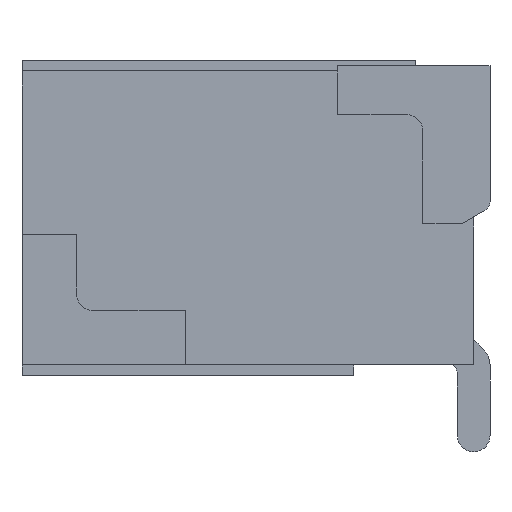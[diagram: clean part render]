
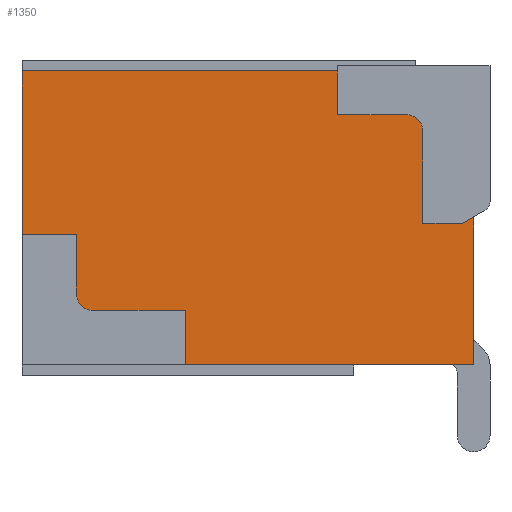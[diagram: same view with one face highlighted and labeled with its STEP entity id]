
A CAD part, left-side view. The second image highlights one B-rep face of the part: STEP entity #1350.
In plain terms, the highlighted planar face has unit normal (-1, 0, 0).
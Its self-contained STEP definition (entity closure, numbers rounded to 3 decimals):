
#15 = VERTEX_POINT ( 'NONE', #719 ) ;
#83 = DIRECTION ( 'NONE',  ( 0., 0., 1. ) ) ;
#136 = CARTESIAN_POINT ( 'NONE',  ( -2., 13.541, -1. ) ) ;
#203 = ORIENTED_EDGE ( 'NONE', *, *, #1285, .T. ) ;
#269 = VERTEX_POINT ( 'NONE', #995 ) ;
#330 = VERTEX_POINT ( 'NONE', #3416 ) ;
#339 = EDGE_CURVE ( 'NONE', #1085, #4338, #3817, .T. ) ;
#492 = ORIENTED_EDGE ( 'NONE', *, *, #3197, .F. ) ;
#509 = DIRECTION ( 'NONE',  ( 0., -1., 0. ) ) ;
#719 = CARTESIAN_POINT ( 'NONE',  ( -2., 3.8, 0.2 ) ) ;
#786 = CARTESIAN_POINT ( 'NONE',  ( -2., 1.4, 1.3 ) ) ;
#800 = CIRCLE ( 'NONE', #2455, 0.15 ) ;
#869 = EDGE_CURVE ( 'NONE', #2422, #269, #2769, .T. ) ;
#913 = VECTOR ( 'NONE', #3833, 1000. ) ;
#920 = ORIENTED_EDGE ( 'NONE', *, *, #1274, .F. ) ;
#930 = ORIENTED_EDGE ( 'NONE', *, *, #3770, .F. ) ;
#939 = EDGE_CURVE ( 'NONE', #3783, #4017, #2276, .T. ) ;
#970 = CARTESIAN_POINT ( 'NONE',  ( -2., 0.15, 0.359 ) ) ;
#974 = VECTOR ( 'NONE', #83, 1000. ) ;
#995 = CARTESIAN_POINT ( 'NONE',  ( -2., 4.3, 1.7 ) ) ;
#1038 = DIRECTION ( 'NONE',  ( 0., 0., 1. ) ) ;
#1056 = ORIENTED_EDGE ( 'NONE', *, *, #939, .F. ) ;
#1067 = DIRECTION ( 'NONE',  ( 0., 1., 0. ) ) ;
#1069 = EDGE_CURVE ( 'NONE', #1204, #330, #2582, .T. ) ;
#1085 = VERTEX_POINT ( 'NONE', #2892 ) ;
#1177 = ORIENTED_EDGE ( 'NONE', *, *, #2688, .F. ) ;
#1204 = VERTEX_POINT ( 'NONE', #2251 ) ;
#1227 = VERTEX_POINT ( 'NONE', #2197 ) ;
#1249 = PLANE ( 'NONE',  #1852 ) ;
#1273 = CARTESIAN_POINT ( 'NONE',  ( -2., 0.618, 1.15 ) ) ;
#1274 = EDGE_CURVE ( 'NONE', #15, #2422, #3926, .T. ) ;
#1285 = EDGE_CURVE ( 'NONE', #2020, #4017, #4048, .T. ) ;
#1303 = EDGE_CURVE ( 'NONE', #4264, #2020, #2518, .T. ) ;
#1305 = VECTOR ( 'NONE', #3638, 1000. ) ;
#1350 = ADVANCED_FACE ( 'NONE', ( #4686 ), #1249, .F. ) ;
#1362 = VECTOR ( 'NONE', #1038, 1000. ) ;
#1615 = DIRECTION ( 'NONE',  ( 0., 0., 1. ) ) ;
#1622 = LINE ( 'NONE', #2477, #4532 ) ;
#1689 = CARTESIAN_POINT ( 'NONE',  ( -2., 2.8, -0.5 ) ) ;
#1756 = ORIENTED_EDGE ( 'NONE', *, *, #2596, .F. ) ;
#1787 = CARTESIAN_POINT ( 'NONE',  ( -2., 4.3, -1. ) ) ;
#1852 = AXIS2_PLACEMENT_3D ( 'NONE', #3938, #2421, #3190 ) ;
#1899 = CARTESIAN_POINT ( 'NONE',  ( -2., 3.8, -0.35 ) ) ;
#1902 = DIRECTION ( 'NONE',  ( 0., 0., 1. ) ) ;
#2005 = CARTESIAN_POINT ( 'NONE',  ( -2., 0.15, -1. ) ) ;
#2010 = CARTESIAN_POINT ( 'NONE',  ( -2., 2.8, -1. ) ) ;
#2020 = VERTEX_POINT ( 'NONE', #2005 ) ;
#2031 = DIRECTION ( 'NONE',  ( 1., 0., 0. ) ) ;
#2089 = DIRECTION ( 'NONE',  ( 0., -1., 0. ) ) ;
#2197 = CARTESIAN_POINT ( 'NONE',  ( -2., 0.618, 1.15 ) ) ;
#2235 = CARTESIAN_POINT ( 'NONE',  ( -2., 0.252, 0.3 ) ) ;
#2251 = CARTESIAN_POINT ( 'NONE',  ( -2., 2.8, -0.5 ) ) ;
#2276 = LINE ( 'NONE', #2235, #3704 ) ;
#2301 = ORIENTED_EDGE ( 'NONE', *, *, #339, .F. ) ;
#2306 = CARTESIAN_POINT ( 'NONE',  ( -2., 2.8, -1. ) ) ;
#2397 = VECTOR ( 'NONE', #1067, 1000. ) ;
#2421 = DIRECTION ( 'NONE',  ( 1., 0., 0. ) ) ;
#2422 = VERTEX_POINT ( 'NONE', #4821 ) ;
#2450 = VECTOR ( 'NONE', #509, 1000. ) ;
#2455 = AXIS2_PLACEMENT_3D ( 'NONE', #2745, #3850, #2716 ) ;
#2471 = LINE ( 'NONE', #2684, #2661 ) ;
#2477 = CARTESIAN_POINT ( 'NONE',  ( -2., 1.4, 1.3 ) ) ;
#2518 = LINE ( 'NONE', #136, #2450 ) ;
#2542 = CARTESIAN_POINT ( 'NONE',  ( -2., 0.768, 1.3 ) ) ;
#2582 = LINE ( 'NONE', #1689, #1305 ) ;
#2596 = EDGE_CURVE ( 'NONE', #4502, #15, #4607, .T. ) ;
#2637 = EDGE_CURVE ( 'NONE', #330, #4502, #800, .T. ) ;
#2652 = DIRECTION ( 'NONE',  ( 0., -1., 0. ) ) ;
#2661 = VECTOR ( 'NONE', #2652, 1000. ) ;
#2684 = CARTESIAN_POINT ( 'NONE',  ( -2., 13.541, 1.7 ) ) ;
#2688 = EDGE_CURVE ( 'NONE', #4264, #1204, #2906, .T. ) ;
#2716 = DIRECTION ( 'NONE',  ( 0., 0., 1. ) ) ;
#2733 = LINE ( 'NONE', #1273, #3784 ) ;
#2745 = CARTESIAN_POINT ( 'NONE',  ( -2., 3.65, -0.35 ) ) ;
#2769 = LINE ( 'NONE', #1787, #1362 ) ;
#2892 = CARTESIAN_POINT ( 'NONE',  ( -2., 1.4, 1.7 ) ) ;
#2906 = LINE ( 'NONE', #2010, #974 ) ;
#2942 = VECTOR ( 'NONE', #3365, 1000. ) ;
#3058 = VECTOR ( 'NONE', #1902, 1000. ) ;
#3190 = DIRECTION ( 'NONE',  ( 0., 0., -1. ) ) ;
#3192 = VECTOR ( 'NONE', #4298, 1000. ) ;
#3197 = EDGE_CURVE ( 'NONE', #4140, #1227, #4548, .T. ) ;
#3199 = ORIENTED_EDGE ( 'NONE', *, *, #1069, .F. ) ;
#3365 = DIRECTION ( 'NONE',  ( 0., 0., -1. ) ) ;
#3369 = ORIENTED_EDGE ( 'NONE', *, *, #869, .F. ) ;
#3416 = CARTESIAN_POINT ( 'NONE',  ( -2., 3.65, -0.5 ) ) ;
#3540 = CARTESIAN_POINT ( 'NONE',  ( -2., 0.618, 0.3 ) ) ;
#3638 = DIRECTION ( 'NONE',  ( 0., 1., 0. ) ) ;
#3659 = ORIENTED_EDGE ( 'NONE', *, *, #1303, .T. ) ;
#3704 = VECTOR ( 'NONE', #3777, 1000. ) ;
#3770 = EDGE_CURVE ( 'NONE', #1227, #3778, #2733, .T. ) ;
#3777 = DIRECTION ( 'NONE',  ( 0., -0.866, 0.5 ) ) ;
#3778 = VERTEX_POINT ( 'NONE', #4285 ) ;
#3783 = VERTEX_POINT ( 'NONE', #4317 ) ;
#3784 = VECTOR ( 'NONE', #3910, 1000. ) ;
#3806 = EDGE_LOOP ( 'NONE', ( #3369, #920, #1756, #4908, #3199, #1177, #3659, #203, #1056, #4465, #930, #492, #4451, #2301, #4207 ) ) ;
#3817 = LINE ( 'NONE', #4895, #2942 ) ;
#3821 = AXIS2_PLACEMENT_3D ( 'NONE', #4636, #2031, #1615 ) ;
#3833 = DIRECTION ( 'NONE',  ( 0., 0., 1. ) ) ;
#3850 = DIRECTION ( 'NONE',  ( 1., 0., 0. ) ) ;
#3910 = DIRECTION ( 'NONE',  ( 0., 0., -1. ) ) ;
#3926 = LINE ( 'NONE', #4110, #2397 ) ;
#3938 = CARTESIAN_POINT ( 'NONE',  ( -2., 13.541, -1. ) ) ;
#3981 = EDGE_CURVE ( 'NONE', #4338, #4140, #1622, .T. ) ;
#4004 = LINE ( 'NONE', #3540, #3192 ) ;
#4017 = VERTEX_POINT ( 'NONE', #970 ) ;
#4045 = CARTESIAN_POINT ( 'NONE',  ( -2., 3.8, -0.35 ) ) ;
#4048 = LINE ( 'NONE', #4939, #3058 ) ;
#4110 = CARTESIAN_POINT ( 'NONE',  ( -2., 3.8, 0.2 ) ) ;
#4140 = VERTEX_POINT ( 'NONE', #2542 ) ;
#4207 = ORIENTED_EDGE ( 'NONE', *, *, #4822, .F. ) ;
#4264 = VERTEX_POINT ( 'NONE', #2306 ) ;
#4285 = CARTESIAN_POINT ( 'NONE',  ( -2., 0.618, 0.3 ) ) ;
#4298 = DIRECTION ( 'NONE',  ( 0., -1., 0. ) ) ;
#4317 = CARTESIAN_POINT ( 'NONE',  ( -2., 0.252, 0.3 ) ) ;
#4338 = VERTEX_POINT ( 'NONE', #786 ) ;
#4451 = ORIENTED_EDGE ( 'NONE', *, *, #3981, .F. ) ;
#4452 = EDGE_CURVE ( 'NONE', #3778, #3783, #4004, .T. ) ;
#4465 = ORIENTED_EDGE ( 'NONE', *, *, #4452, .F. ) ;
#4502 = VERTEX_POINT ( 'NONE', #4045 ) ;
#4532 = VECTOR ( 'NONE', #2089, 1000. ) ;
#4548 = CIRCLE ( 'NONE', #3821, 0.15 ) ;
#4607 = LINE ( 'NONE', #1899, #913 ) ;
#4636 = CARTESIAN_POINT ( 'NONE',  ( -2., 0.768, 1.15 ) ) ;
#4686 = FACE_OUTER_BOUND ( 'NONE', #3806, .T. ) ;
#4821 = CARTESIAN_POINT ( 'NONE',  ( -2., 4.3, 0.2 ) ) ;
#4822 = EDGE_CURVE ( 'NONE', #269, #1085, #2471, .T. ) ;
#4895 = CARTESIAN_POINT ( 'NONE',  ( -2., 1.4, 1.75 ) ) ;
#4908 = ORIENTED_EDGE ( 'NONE', *, *, #2637, .F. ) ;
#4939 = CARTESIAN_POINT ( 'NONE',  ( -2., 0.15, -1. ) ) ;
